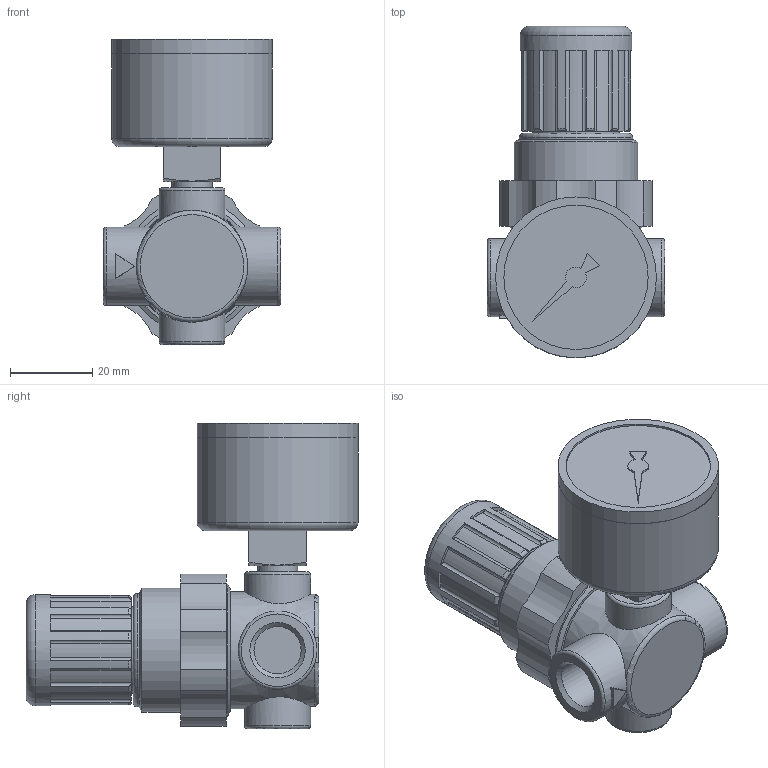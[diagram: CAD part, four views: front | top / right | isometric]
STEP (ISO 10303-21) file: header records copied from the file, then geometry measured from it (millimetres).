
FILE_DESCRIPTION( ( 'STEP AP203' ), '1' );
FILE_NAME( '9.1501.00.756.stp', '2018-12-11T10:00:25', ( '' ), ( '' ), ' ', 'PARTsolutions', ' ' );
FILE_SCHEMA( ( 'CONFIG_CONTROL_DESIGN' ) );
Length unit declared in the file: millimetre
Products named in the file (3): 9.1501.00.756; _DR.022(1G 1/4)_G; _DR.022_M
Assembly tree (2 placements, depth 2):
  9.1501.00.756
    _DR.022(1G 1/4)_G
    _DR.022_M
Bounding box: 43 x 80.5 x 74 mm (x, y, z)
Volume: 84073.7 mm3; surface area: 17915 mm2
Topology: 2 solids, 2 shells, 154 faces, 378 edges, 247 vertices
Faces by surface type: cylinder 72, plane 62, cone 11, torus 9
Full cylindrical faces by diameter (mm): 5 x1, 8.566 x1, 9.728 x1, 11.445 x2, 16 x2, 19 x2, 21 x1, 27 x1, 27.5 x1, 30 x1, 32 x1, 35 x1, 38.96 x1, 39 x2
Entity records: 4983 total; most frequent: CARTESIAN_POINT 1413, DIRECTION 767, ORIENTED_EDGE 646, AXIS2_PLACEMENT_3D 327, EDGE_CURVE 323, VERTEX_POINT 231, EDGE_LOOP 212, FACE_OUTER_BOUND 181
